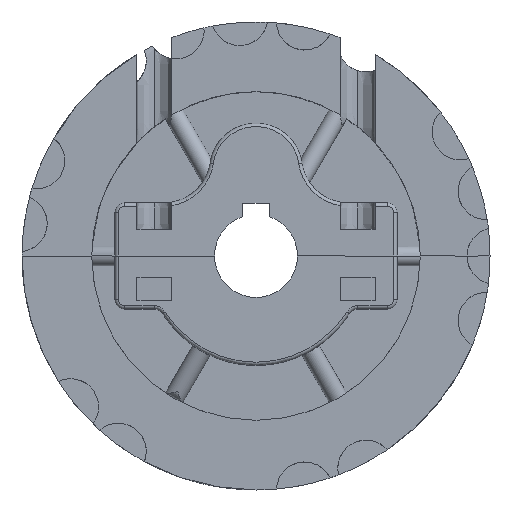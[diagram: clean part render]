
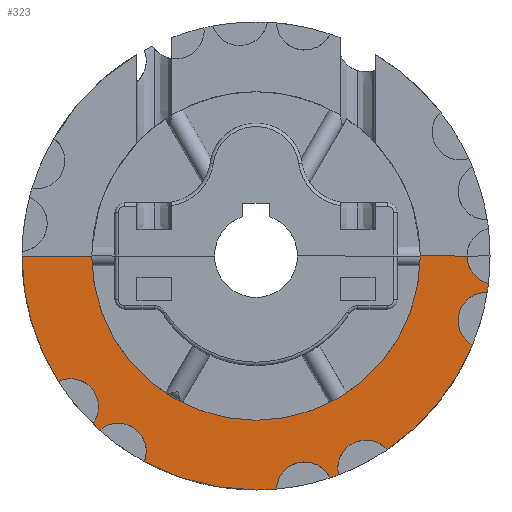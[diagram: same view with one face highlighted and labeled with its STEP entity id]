
A CAD part, left-side view. The second image highlights one B-rep face of the part: STEP entity #323.
In plain terms, the highlighted planar face has unit normal (-1, 0, 0).
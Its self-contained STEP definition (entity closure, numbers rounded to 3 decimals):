
#63=CARTESIAN_POINT('Vertex',(-26.5,-69.645,-10.946)) ;
#77=CARTESIAN_POINT('Vertex',(-26.5,-70.016,-8.25)) ;
#80=CARTESIAN_POINT('Axis2P3D Location',(-26.5,0.,0.)) ;
#101=CARTESIAN_POINT('Vertex',(-26.5,-65.193,-26.834)) ;
#131=CARTESIAN_POINT('Axis2P3D Location',(-26.5,-69.39,-19.442)) ;
#178=CARTESIAN_POINT('Vertex',(-26.5,-63.562,0.)) ;
#183=CARTESIAN_POINT('Axis2P3D Location',(-26.5,-72.062,0.)) ;
#203=CARTESIAN_POINT('Axis2P3D Location',(-26.5,0.,0.)) ;
#208=CARTESIAN_POINT('Axis2P3D Location',(-26.5,0.,0.)) ;
#212=CARTESIAN_POINT('Vertex',(-26.5,59.518,-37.786)) ;
#214=CARTESIAN_POINT('Vertex',(-26.5,70.5,0.)) ;
#217=CARTESIAN_POINT('Axis2P3D Location',(-26.5,55.899,-45.477)) ;
#221=CARTESIAN_POINT('Vertex',(-26.5,49.105,-50.586)) ;
#224=CARTESIAN_POINT('Axis2P3D Location',(-26.5,0.,0.)) ;
#228=CARTESIAN_POINT('Vertex',(-26.5,47.117,-52.443)) ;
#231=CARTESIAN_POINT('Axis2P3D Location',(-26.5,41.557,-58.872)) ;
#235=CARTESIAN_POINT('Vertex',(-26.5,33.637,-61.958)) ;
#238=CARTESIAN_POINT('Axis2P3D Location',(-26.5,0.,0.)) ;
#242=CARTESIAN_POINT('Vertex',(-26.5,0.,-70.5)) ;
#245=CARTESIAN_POINT('Axis2P3D Location',(-26.5,0.,0.)) ;
#249=CARTESIAN_POINT('Vertex',(-26.5,-6.168,-70.23)) ;
#252=CARTESIAN_POINT('Axis2P3D Location',(-26.5,-14.661,-70.555)) ;
#256=CARTESIAN_POINT('Vertex',(-26.5,-22.323,-66.873)) ;
#259=CARTESIAN_POINT('Axis2P3D Location',(-26.5,0.,0.)) ;
#263=CARTESIAN_POINT('Vertex',(-26.5,-24.887,-65.961)) ;
#266=CARTESIAN_POINT('Axis2P3D Location',(-26.5,-33.153,-63.983)) ;
#270=CARTESIAN_POINT('Vertex',(-26.5,-39.537,-58.37)) ;
#273=CARTESIAN_POINT('Axis2P3D Location',(-26.5,0.,0.)) ;
#278=CARTESIAN_POINT('Line Origine',(-26.5,-56.531,0.)) ;
#282=CARTESIAN_POINT('Vertex',(-26.5,-49.5,0.)) ;
#285=CARTESIAN_POINT('Axis2P3D Location',(-26.5,0.,0.)) ;
#289=CARTESIAN_POINT('Vertex',(-26.5,0.,-49.5)) ;
#292=CARTESIAN_POINT('Axis2P3D Location',(-26.5,0.,0.)) ;
#296=CARTESIAN_POINT('Vertex',(-26.5,49.5,0.)) ;
#299=CARTESIAN_POINT('Line Origine',(-26.5,60.,0.)) ;
#81=DIRECTION('Axis2P3D Direction',(1.,0.,-0.)) ;
#132=DIRECTION('Axis2P3D Direction',(1.,0.,0.)) ;
#184=DIRECTION('Axis2P3D Direction',(1.,0.,-0.)) ;
#204=DIRECTION('Axis2P3D Direction',(1.,0.,-0.)) ;
#205=DIRECTION('Axis2P3D XDirection',(0.,0.,1.)) ;
#209=DIRECTION('Axis2P3D Direction',(1.,0.,-0.)) ;
#218=DIRECTION('Axis2P3D Direction',(1.,0.,-0.)) ;
#225=DIRECTION('Axis2P3D Direction',(1.,0.,-0.)) ;
#232=DIRECTION('Axis2P3D Direction',(1.,0.,-0.)) ;
#239=DIRECTION('Axis2P3D Direction',(1.,0.,-0.)) ;
#246=DIRECTION('Axis2P3D Direction',(1.,0.,-0.)) ;
#253=DIRECTION('Axis2P3D Direction',(1.,0.,-0.)) ;
#260=DIRECTION('Axis2P3D Direction',(1.,0.,-0.)) ;
#267=DIRECTION('Axis2P3D Direction',(1.,0.,-0.)) ;
#274=DIRECTION('Axis2P3D Direction',(1.,0.,-0.)) ;
#279=DIRECTION('Vector Direction',(0.,1.,0.)) ;
#286=DIRECTION('Axis2P3D Direction',(1.,0.,-0.)) ;
#293=DIRECTION('Axis2P3D Direction',(1.,0.,-0.)) ;
#300=DIRECTION('Vector Direction',(0.,1.,0.)) ;
#82=AXIS2_PLACEMENT_3D('Circle Axis2P3D',#80,#81,$) ;
#133=AXIS2_PLACEMENT_3D('Circle Axis2P3D',#131,#132,$) ;
#185=AXIS2_PLACEMENT_3D('Circle Axis2P3D',#183,#184,$) ;
#206=AXIS2_PLACEMENT_3D('Plane Axis2P3D',#203,#204,#205) ;
#210=AXIS2_PLACEMENT_3D('Circle Axis2P3D',#208,#209,$) ;
#219=AXIS2_PLACEMENT_3D('Circle Axis2P3D',#217,#218,$) ;
#226=AXIS2_PLACEMENT_3D('Circle Axis2P3D',#224,#225,$) ;
#233=AXIS2_PLACEMENT_3D('Circle Axis2P3D',#231,#232,$) ;
#240=AXIS2_PLACEMENT_3D('Circle Axis2P3D',#238,#239,$) ;
#247=AXIS2_PLACEMENT_3D('Circle Axis2P3D',#245,#246,$) ;
#254=AXIS2_PLACEMENT_3D('Circle Axis2P3D',#252,#253,$) ;
#261=AXIS2_PLACEMENT_3D('Circle Axis2P3D',#259,#260,$) ;
#268=AXIS2_PLACEMENT_3D('Circle Axis2P3D',#266,#267,$) ;
#275=AXIS2_PLACEMENT_3D('Circle Axis2P3D',#273,#274,$) ;
#287=AXIS2_PLACEMENT_3D('Circle Axis2P3D',#285,#286,$) ;
#294=AXIS2_PLACEMENT_3D('Circle Axis2P3D',#292,#293,$) ;
#305=ORIENTED_EDGE('',*,*,#216,.F.) ;
#306=ORIENTED_EDGE('',*,*,#223,.T.) ;
#307=ORIENTED_EDGE('',*,*,#230,.F.) ;
#308=ORIENTED_EDGE('',*,*,#237,.T.) ;
#309=ORIENTED_EDGE('',*,*,#244,.F.) ;
#310=ORIENTED_EDGE('',*,*,#251,.F.) ;
#311=ORIENTED_EDGE('',*,*,#258,.T.) ;
#312=ORIENTED_EDGE('',*,*,#265,.F.) ;
#313=ORIENTED_EDGE('',*,*,#272,.T.) ;
#314=ORIENTED_EDGE('',*,*,#277,.F.) ;
#315=ORIENTED_EDGE('',*,*,#135,.T.) ;
#316=ORIENTED_EDGE('',*,*,#84,.F.) ;
#317=ORIENTED_EDGE('',*,*,#187,.T.) ;
#318=ORIENTED_EDGE('',*,*,#284,.T.) ;
#319=ORIENTED_EDGE('',*,*,#291,.T.) ;
#320=ORIENTED_EDGE('',*,*,#298,.T.) ;
#321=ORIENTED_EDGE('',*,*,#303,.T.) ;
#280=VECTOR('Line Direction',#279,1.) ;
#301=VECTOR('Line Direction',#300,1.) ;
#323=ADVANCED_FACE('Body.6',(#322),#207,.F.) ;
#83=CIRCLE('generated circle',#82,70.5) ;
#134=CIRCLE('generated circle',#133,8.5) ;
#186=CIRCLE('generated circle',#185,8.5) ;
#211=CIRCLE('generated circle',#210,70.5) ;
#220=CIRCLE('generated circle',#219,8.5) ;
#227=CIRCLE('generated circle',#226,70.5) ;
#234=CIRCLE('generated circle',#233,8.5) ;
#241=CIRCLE('generated circle',#240,70.5) ;
#248=CIRCLE('generated circle',#247,70.5) ;
#255=CIRCLE('generated circle',#254,8.5) ;
#262=CIRCLE('generated circle',#261,70.5) ;
#269=CIRCLE('generated circle',#268,8.5) ;
#276=CIRCLE('generated circle',#275,70.5) ;
#288=CIRCLE('generated circle',#287,49.5) ;
#295=CIRCLE('generated circle',#294,49.5) ;
#84=EDGE_CURVE('',#78,#64,#83,.T.) ;
#135=EDGE_CURVE('',#102,#64,#134,.T.) ;
#187=EDGE_CURVE('',#78,#179,#186,.T.) ;
#216=EDGE_CURVE('',#213,#215,#211,.T.) ;
#223=EDGE_CURVE('',#213,#222,#220,.T.) ;
#230=EDGE_CURVE('',#229,#222,#227,.T.) ;
#237=EDGE_CURVE('',#229,#236,#234,.T.) ;
#244=EDGE_CURVE('',#243,#236,#241,.T.) ;
#251=EDGE_CURVE('',#250,#243,#248,.T.) ;
#258=EDGE_CURVE('',#250,#257,#255,.T.) ;
#265=EDGE_CURVE('',#264,#257,#262,.T.) ;
#272=EDGE_CURVE('',#264,#271,#269,.T.) ;
#277=EDGE_CURVE('',#102,#271,#276,.T.) ;
#284=EDGE_CURVE('',#179,#283,#281,.T.) ;
#291=EDGE_CURVE('',#283,#290,#288,.T.) ;
#298=EDGE_CURVE('',#290,#297,#295,.T.) ;
#303=EDGE_CURVE('',#297,#215,#302,.T.) ;
#304=EDGE_LOOP('',(#305,#306,#307,#308,#309,#310,#311,#312,#313,#314,#315,#316,#317,#318,#319,#320,#321)) ;
#322=FACE_OUTER_BOUND('',#304,.T.) ;
#281=LINE('Line',#278,#280) ;
#302=LINE('Line',#299,#301) ;
#207=PLANE('',#206) ;
#64=VERTEX_POINT('',#63) ;
#78=VERTEX_POINT('',#77) ;
#102=VERTEX_POINT('',#101) ;
#179=VERTEX_POINT('',#178) ;
#213=VERTEX_POINT('',#212) ;
#215=VERTEX_POINT('',#214) ;
#222=VERTEX_POINT('',#221) ;
#229=VERTEX_POINT('',#228) ;
#236=VERTEX_POINT('',#235) ;
#243=VERTEX_POINT('',#242) ;
#250=VERTEX_POINT('',#249) ;
#257=VERTEX_POINT('',#256) ;
#264=VERTEX_POINT('',#263) ;
#271=VERTEX_POINT('',#270) ;
#283=VERTEX_POINT('',#282) ;
#290=VERTEX_POINT('',#289) ;
#297=VERTEX_POINT('',#296) ;
